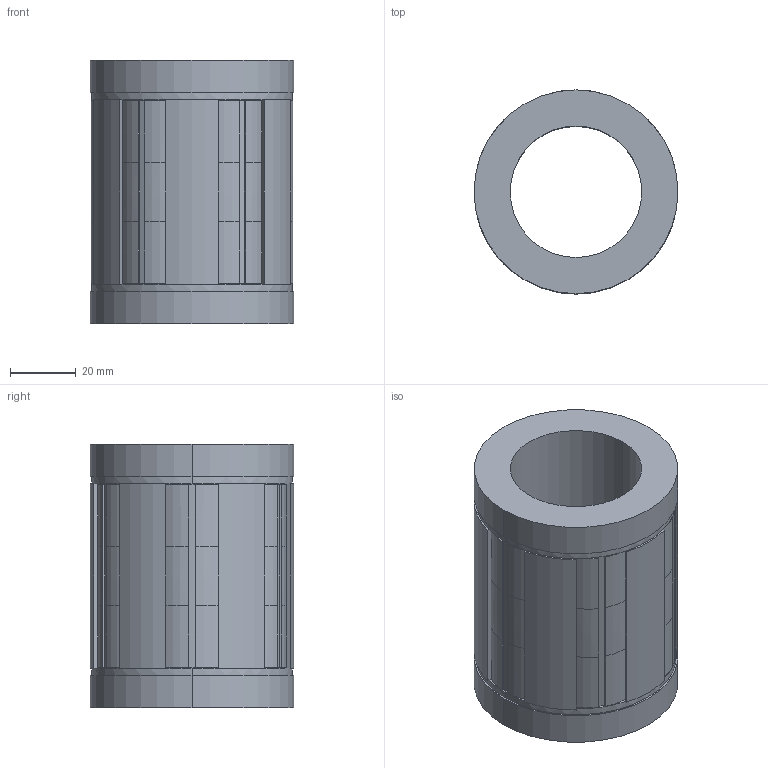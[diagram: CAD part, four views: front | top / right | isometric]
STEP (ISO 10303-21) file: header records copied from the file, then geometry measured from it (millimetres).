
FILE_DESCRIPTION (( 'STEP AP214' ), '1' );
FILE_NAME ('SUDEFAU0106174625453.step', '2009-01-06T22:46:36', ( 'SysAdmin' ), ( 'SolidWorks' ), 'SwSTEP 2.0', 'SolidWorks 2009', '' );
FILE_SCHEMA (( 'AUTOMOTIVE_DESIGN' ));
Length unit declared in the file: millimetre
Products named in the file (1): SUDEFAU0106174625453
Bounding box: 62 x 62 x 80 mm (x, y, z)
Volume: 136607 mm3; surface area: 33369.1 mm2
Topology: 1 solids, 1 shells, 134 faces, 366 edges, 236 vertices
Faces by surface type: plane 82, cylinder 28, bspline 24
Entity records: 5179 total; most frequent: CARTESIAN_POINT 1217, ORIENTED_EDGE 732, DIRECTION 608, EDGE_CURVE 366, VERTEX_POINT 236, VECTOR 226, LINE 226, AXIS2_PLACEMENT_3D 191
